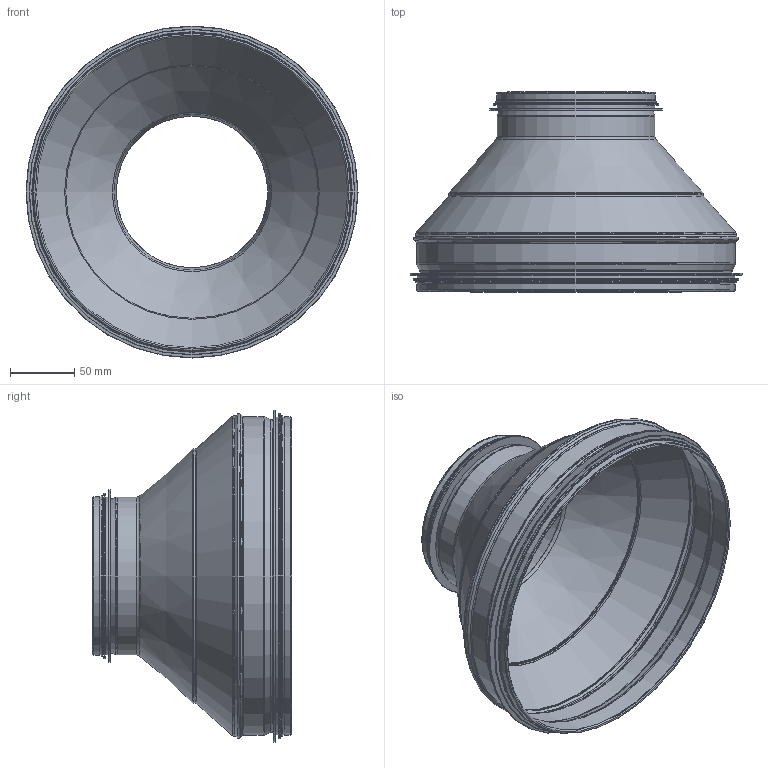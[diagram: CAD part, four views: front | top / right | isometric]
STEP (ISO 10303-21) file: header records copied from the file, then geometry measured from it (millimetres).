
FILE_DESCRIPTION((''),'2;1');
FILE_NAME('HFC_07-04.stp','2014-02-19T13:42:27',(''),(''),'Autodesk Inventor 2013','Autodesk Inventor 2013','');
FILE_SCHEMA(('AUTOMOTIVE_DESIGN { 1 2 10303 214 0 1 1 1 }'));
Length unit declared in the file: millimetre
Products named in the file (4): HFC_07-04; HFC_Rörämne-07-04; 999007; 999004
Assembly tree (3 placements, depth 2):
  HFC_07-04
    HFC_Rörämne-07-04
    999007
    999004
Bounding box: 259.3 x 156 x 259.3 mm (x, y, z)
Volume: 97905.5 mm3; surface area: 292677.2 mm2
Topology: 3 solids, 3 shells, 90 faces, 173 edges, 95 vertices
Faces by surface type: torus 36, cylinder 26, cone 16, plane 12
Full cylindrical faces by diameter (mm): 118.25 x1, 119.25 x1, 120.45 x1, 122.25 x1, 123.05 x4, 123.25 x1, 124.05 x1, 129.45 x1, 134.45 x1, 197.647 x1, 198.647 x1, 243.1 x1, 244.1 x1, 245.3 x1, 247.9 x5, 248.9 x2, 254.3 x1, 259.3 x1
Entity records: 1982 total; most frequent: DIRECTION 374, CARTESIAN_POINT 277, AXIS2_PLACEMENT_3D 187, ORIENTED_EDGE 180, EDGE_LOOP 180, VERTEX_POINT 90, CIRCLE 90, EDGE_CURVE 90
